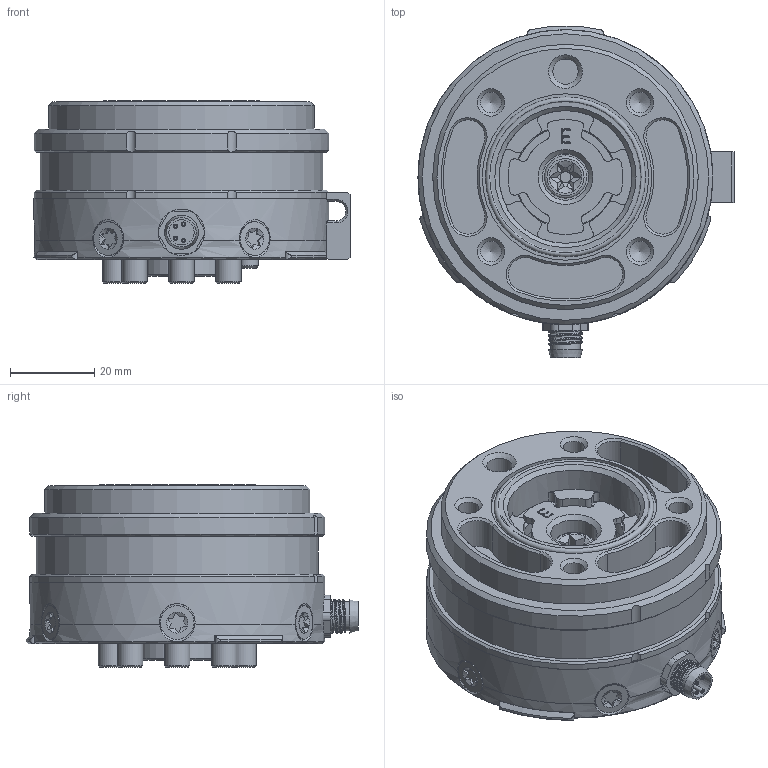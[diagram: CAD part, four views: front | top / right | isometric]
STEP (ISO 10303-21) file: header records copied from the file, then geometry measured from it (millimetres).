
FILE_DESCRIPTION(/* description */ (''),/* implementation_level */ '2;1');
FILE_NAME(/* name */ 'HEX-E with Adapter B2.stp',/* time_stamp */ '2018-06-25T13:03:52+02:00',/* author */ ('Ozan Kulcu'),/* organization */ (''),/* preprocessor_version */ 'ST-DEVELOPER v17',/* originating_system */ 'Autodesk Inventor 2019',/* authorisation */ '');
FILE_SCHEMA (('AUTOMOTIVE_DESIGN { 1 0 10303 214 3 1 1 }'));
Length unit declared in the file: millimetre
Products named in the file (18): HEX2-E_1.1; FTS001; MX-120031-0006 ; O-Ring-8x0.5; FTS_Silicone_1.1; FTS003; FTS005; DIN 7984 - M6 x 16; Washer - M6; 006200X0200EP70TIMO; FTS_Sticker_1.1; FTS008; ISO 14580 - A2 - M6 x 16; Washer - M5; Cable-Holder_1.1; FTS0010; FTS021; DIN 7991 - M4x8
Assembly tree (33 placements, depth 3):
  HEX2-E_1.1
    FTS001
    MX-120031-0006 
    O-Ring-8x0.5
    FTS_Silicone_1.1
    FTS003
    FTS005
    DIN 7984 - M6 x 16
    Washer - M6
    006200X0200EP70TIMO
    FTS_Sticker_1.1
    FTS008
    ISO 14580 - A2 - M6 x 16  x7
    Washer - M5  x7
    Cable-Holder_1.1
      FTS0010
      FTS021
    DIN 7991 - M4x8  x5
Bounding box: 75 x 78.79 x 43.3 mm (x, y, z)
Volume: 99806.2 mm3; surface area: 61230 mm2
Topology: 33 solids, 33 shells, 1700 faces, 4533 edges, 2987 vertices
Faces by surface type: plane 949, cylinder 440, bspline 153, cone 126, torus 32
Full cylindrical faces by diameter (mm): 1 x4, 1.221 x12, 1.567 x3, 3 x2, 3.242 x7, 4 x6, 4.5 x6, 4.917 x5, 5 x2, 5.3 x7, 5.5 x7, 6 x17, 6.4 x1, 6.5 x1, 7 x3, 7.459 x1, 8 x11, 8.5 x1, 9 x14, 10 x12, 11 x2, 20 x2, 24 x3, 27 x4, 28 x1, 31.5 x1, 36 x1, 39.5 x1, 63 x1, 67 x3
Entity records: 50532 total; most frequent: CARTESIAN_POINT 13676, ORIENTED_EDGE 7820, DIRECTION 7107, EDGE_CURVE 3910, VERTEX_POINT 2590, AXIS2_PLACEMENT_3D 2376, LINE 2355, VECTOR 2355
